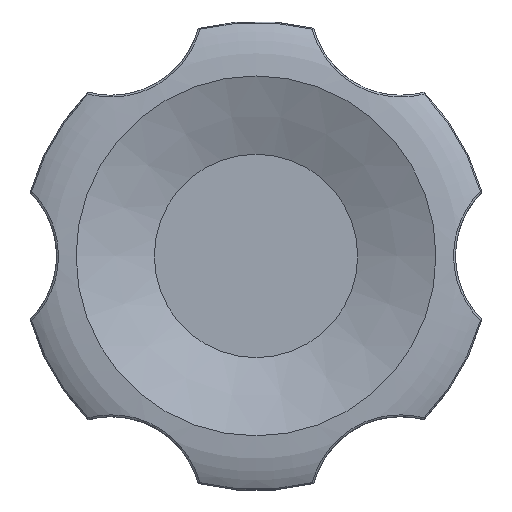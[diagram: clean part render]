
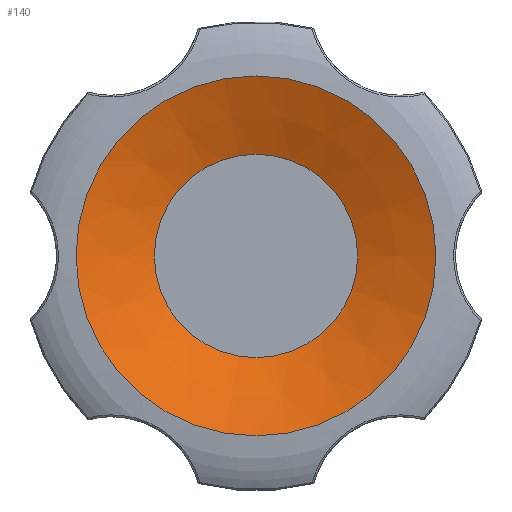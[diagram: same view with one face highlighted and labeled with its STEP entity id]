
A CAD part, top view. The second image highlights one B-rep face of the part: STEP entity #140.
In plain terms, the highlighted conical face has half-angle 68.199 degrees and reference radius 23 mm.
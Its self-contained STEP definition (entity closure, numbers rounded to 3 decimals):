
#140 = ADVANCED_FACE( '', ( #299, #300 ), #301, .F. );
#299 = FACE_BOUND( '', #2361, .T. );
#300 = FACE_OUTER_BOUND( '', #2362, .T. );
#301 = CONICAL_SURFACE( '', #2363, 23., 1.19 );
#2361 = EDGE_LOOP( '', ( #4027 ) );
#2362 = EDGE_LOOP( '', ( #4028 ) );
#2363 = AXIS2_PLACEMENT_3D( '', #4029, #4030, #4031 );
#4027 = ORIENTED_EDGE( '', *, *, #4290, .F. );
#4028 = ORIENTED_EDGE( '', *, *, #4302, .T. );
#4029 = CARTESIAN_POINT( '', ( 0., 0., 36. ) );
#4030 = DIRECTION( '', ( 0., 0., 1. ) );
#4031 = DIRECTION( '', ( 1., 0., 0. ) );
#4290 = EDGE_CURVE( '', #4538, #4538, #4539, .T. );
#4302 = EDGE_CURVE( '', #4556, #4556, #4557, .T. );
#4538 = VERTEX_POINT( '', #6625 );
#4539 = CIRCLE( '', #6626, 13. );
#4556 = VERTEX_POINT( '', #6723 );
#4557 = CIRCLE( '', #6724, 23. );
#6625 = CARTESIAN_POINT( '', ( 13., 0., 32. ) );
#6626 = AXIS2_PLACEMENT_3D( '', #7229, #7230, #7231 );
#6723 = CARTESIAN_POINT( '', ( 23., 0., 36. ) );
#6724 = AXIS2_PLACEMENT_3D( '', #7243, #7244, #7245 );
#7229 = CARTESIAN_POINT( '', ( 0., 0., 32. ) );
#7230 = DIRECTION( '', ( 0., 0., 1. ) );
#7231 = DIRECTION( '', ( 1., 0., 0. ) );
#7243 = CARTESIAN_POINT( '', ( 0., 0., 36. ) );
#7244 = DIRECTION( '', ( 0., 0., 1. ) );
#7245 = DIRECTION( '', ( 1., 0., 0. ) );
